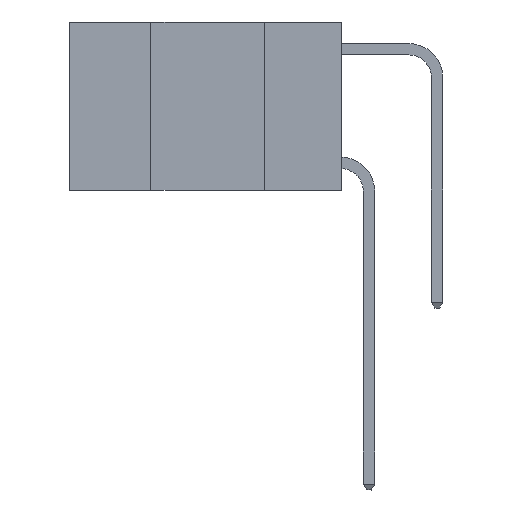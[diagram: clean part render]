
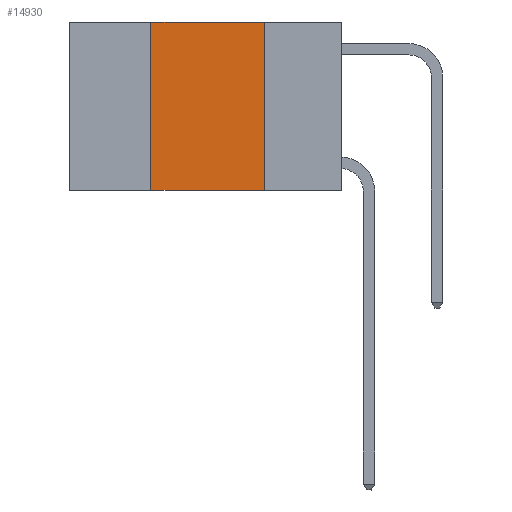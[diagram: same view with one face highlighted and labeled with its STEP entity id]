
A CAD part, left-side view. The second image highlights one B-rep face of the part: STEP entity #14930.
In plain terms, the highlighted planar face has unit normal (-1, 0, 0).
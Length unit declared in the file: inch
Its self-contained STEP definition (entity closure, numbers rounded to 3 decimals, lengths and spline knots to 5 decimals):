
#181 = EDGE_CURVE ( 'NONE', #19535, #2788, #21242, .T. ) ;
#201 = EDGE_CURVE ( 'NONE', #2788, #19378, #6466, .T. ) ;
#338 = EDGE_CURVE ( 'NONE', #17707, #19535, #20419, .T. ) ;
#806 = LINE ( 'NONE', #10711, #8969 ) ;
#1192 = CARTESIAN_POINT ( 'NONE',  ( 0., 0.6, 0. ) ) ;
#1323 = FACE_OUTER_BOUND ( 'NONE', #6927, .T. ) ;
#2788 = VERTEX_POINT ( 'NONE', #17217 ) ;
#3100 = DIRECTION ( 'NONE',  ( 0., 0., 1. ) ) ;
#4033 = ORIENTED_EDGE ( 'NONE', *, *, #181, .F. ) ;
#4574 = ORIENTED_EDGE ( 'NONE', *, *, #12860, .T. ) ;
#5100 = CARTESIAN_POINT ( 'NONE',  ( 0., 0.42, 0. ) ) ;
#5517 = DIRECTION ( 'NONE',  ( 0., -1., 0. ) ) ;
#6466 = LINE ( 'NONE', #14434, #15388 ) ;
#6927 = EDGE_LOOP ( 'NONE', ( #17718, #4033, #22936, #4574 ) ) ;
#8385 = DIRECTION ( 'NONE',  ( 0., 0., -1. ) ) ;
#8969 = VECTOR ( 'NONE', #5517, 39.37008 ) ;
#10711 = CARTESIAN_POINT ( 'NONE',  ( 0., 0.6, -0.37 ) ) ;
#11188 = VECTOR ( 'NONE', #15265, 39.37008 ) ;
#12860 = EDGE_CURVE ( 'NONE', #17707, #19378, #806, .T. ) ;
#13101 = CARTESIAN_POINT ( 'NONE',  ( 0., 0.42, 0. ) ) ;
#13705 = CARTESIAN_POINT ( 'NONE',  ( 0., 0.42, -0.37 ) ) ;
#14434 = CARTESIAN_POINT ( 'NONE',  ( 0., 0.17, 0. ) ) ;
#14930 = ADVANCED_FACE ( 'NONE', ( #1323 ), #17318, .F. ) ;
#14950 = DIRECTION ( 'NONE',  ( 0., 0., -1. ) ) ;
#15265 = DIRECTION ( 'NONE',  ( 0., -1., 0. ) ) ;
#15388 = VECTOR ( 'NONE', #14950, 39.37008 ) ;
#15398 = CARTESIAN_POINT ( 'NONE',  ( 0., 0.6, 0. ) ) ;
#15661 = VECTOR ( 'NONE', #3100, 39.37008 ) ;
#17217 = CARTESIAN_POINT ( 'NONE',  ( 0., 0.17, 0. ) ) ;
#17318 = PLANE ( 'NONE',  #21497 ) ;
#17707 = VERTEX_POINT ( 'NONE', #13705 ) ;
#17718 = ORIENTED_EDGE ( 'NONE', *, *, #201, .F. ) ;
#19134 = DIRECTION ( 'NONE',  ( 1., 0., 0. ) ) ;
#19378 = VERTEX_POINT ( 'NONE', #21681 ) ;
#19535 = VERTEX_POINT ( 'NONE', #13101 ) ;
#20419 = LINE ( 'NONE', #5100, #15661 ) ;
#21242 = LINE ( 'NONE', #15398, #11188 ) ;
#21497 = AXIS2_PLACEMENT_3D ( 'NONE', #1192, #19134, #8385 ) ;
#21681 = CARTESIAN_POINT ( 'NONE',  ( 0., 0.17, -0.37 ) ) ;
#22936 = ORIENTED_EDGE ( 'NONE', *, *, #338, .F. ) ;
